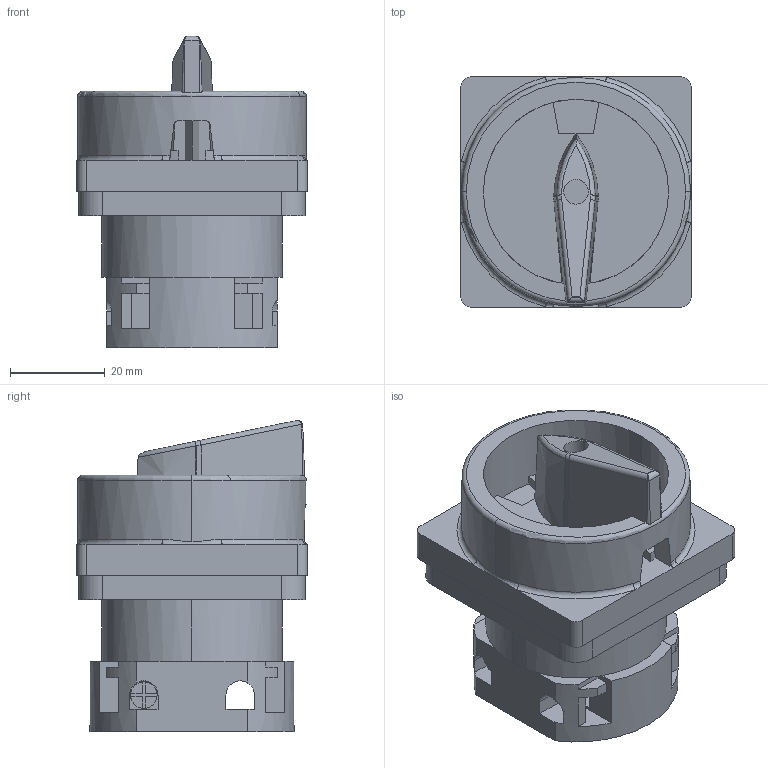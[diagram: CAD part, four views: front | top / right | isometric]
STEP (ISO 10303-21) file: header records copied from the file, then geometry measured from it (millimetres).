
FILE_DESCRIPTION (( 'STEP AP214' ), '1' );
FILE_NAME ('ÏÊÏ-10-1-ñ ëûðêîé (11).STEP', '2017-12-25T06:25:04', ( 'AutoBVT' ), ( 'Microsoft' ), 'SwSTEP 2.0', 'SolidWorks 2014', '' );
FILE_SCHEMA (( 'AUTOMOTIVE_DESIGN' ));
Length unit declared in the file: millimetre
Products named in the file (1): ÏÊÏ-10-1-ñ ëûðêîé (11)
Bounding box: 48.5 x 48.5 x 65.58 mm (x, y, z)
Volume: 73710.9 mm3; surface area: 18033.2 mm2
Topology: 1 solids, 1 shells, 214 faces, 588 edges, 377 vertices
Faces by surface type: plane 138, cylinder 49, bspline 13, cone 8, torus 6
Entity records: 7576 total; most frequent: CARTESIAN_POINT 2126, ORIENTED_EDGE 1172, DIRECTION 1098, EDGE_CURVE 586, VERTEX_POINT 377, AXIS2_PLACEMENT_3D 370, LINE 358, VECTOR 358
